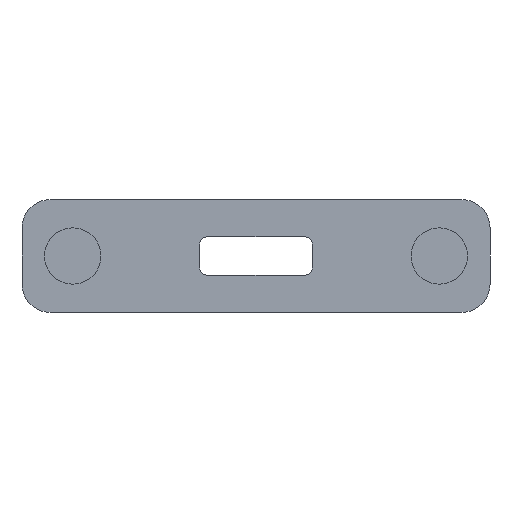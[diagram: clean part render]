
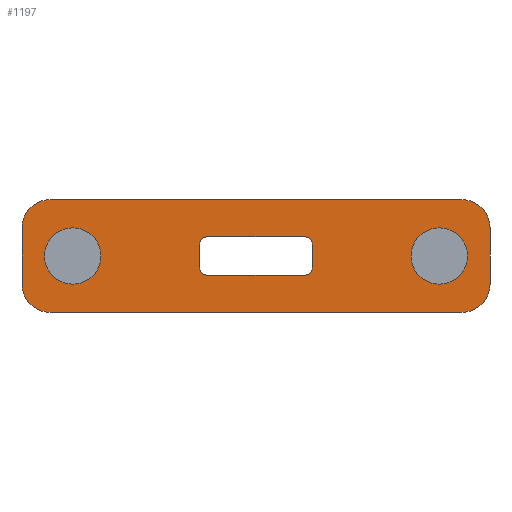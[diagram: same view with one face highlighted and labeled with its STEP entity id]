
A CAD part, front view. The second image highlights one B-rep face of the part: STEP entity #1197.
In plain terms, the highlighted planar face has unit normal (0, -1, 0).
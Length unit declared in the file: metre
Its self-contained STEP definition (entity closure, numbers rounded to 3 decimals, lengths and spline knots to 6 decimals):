
#37=CIRCLE('',#1277,0.002);
#38=CIRCLE('',#1279,0.002);
#39=CIRCLE('',#1282,0.002);
#41=CIRCLE('',#1286,0.002);
#42=CIRCLE('',#1289,0.002);
#43=CIRCLE('',#1290,0.002);
#44=CIRCLE('',#1291,0.0005);
#45=CIRCLE('',#1292,0.0005);
#46=CIRCLE('',#1293,0.0005);
#47=CIRCLE('',#1294,0.0005);
#143=ORIENTED_EDGE('',*,*,#475,.F.);
#144=ORIENTED_EDGE('',*,*,#476,.F.);
#145=ORIENTED_EDGE('',*,*,#477,.F.);
#146=ORIENTED_EDGE('',*,*,#478,.T.);
#147=ORIENTED_EDGE('',*,*,#479,.F.);
#148=ORIENTED_EDGE('',*,*,#480,.F.);
#149=ORIENTED_EDGE('',*,*,#481,.F.);
#150=ORIENTED_EDGE('',*,*,#482,.F.);
#151=ORIENTED_EDGE('',*,*,#483,.F.);
#152=ORIENTED_EDGE('',*,*,#484,.F.);
#153=ORIENTED_EDGE('',*,*,#457,.T.);
#154=ORIENTED_EDGE('',*,*,#430,.T.);
#155=ORIENTED_EDGE('',*,*,#459,.T.);
#156=ORIENTED_EDGE('',*,*,#461,.F.);
#157=ORIENTED_EDGE('',*,*,#463,.T.);
#158=ORIENTED_EDGE('',*,*,#468,.F.);
#159=ORIENTED_EDGE('',*,*,#472,.T.);
#160=ORIENTED_EDGE('',*,*,#474,.T.);
#430=EDGE_CURVE('',#605,#604,#720,.T.);
#457=EDGE_CURVE('',#625,#605,#37,.T.);
#459=EDGE_CURVE('',#604,#627,#38,.T.);
#461=EDGE_CURVE('',#628,#627,#744,.T.);
#463=EDGE_CURVE('',#628,#629,#39,.T.);
#468=EDGE_CURVE('',#634,#629,#750,.T.);
#472=EDGE_CURVE('',#634,#636,#41,.T.);
#474=EDGE_CURVE('',#636,#625,#754,.T.);
#475=EDGE_CURVE('',#637,#637,#42,.T.);
#476=EDGE_CURVE('',#638,#638,#43,.T.);
#477=EDGE_CURVE('',#639,#640,#44,.T.);
#478=EDGE_CURVE('',#639,#641,#755,.T.);
#479=EDGE_CURVE('',#642,#641,#45,.T.);
#480=EDGE_CURVE('',#643,#642,#756,.T.);
#481=EDGE_CURVE('',#644,#643,#46,.T.);
#482=EDGE_CURVE('',#645,#644,#757,.T.);
#483=EDGE_CURVE('',#646,#645,#47,.T.);
#484=EDGE_CURVE('',#640,#646,#758,.T.);
#604=VERTEX_POINT('',#1737);
#605=VERTEX_POINT('',#1739);
#625=VERTEX_POINT('',#1788);
#627=VERTEX_POINT('',#1794);
#628=VERTEX_POINT('',#1798);
#629=VERTEX_POINT('',#1802);
#634=VERTEX_POINT('',#1813);
#636=VERTEX_POINT('',#1820);
#637=VERTEX_POINT('',#1827);
#638=VERTEX_POINT('',#1829);
#639=VERTEX_POINT('',#1831);
#640=VERTEX_POINT('',#1832);
#641=VERTEX_POINT('',#1834);
#642=VERTEX_POINT('',#1836);
#643=VERTEX_POINT('',#1838);
#644=VERTEX_POINT('',#1840);
#645=VERTEX_POINT('',#1842);
#646=VERTEX_POINT('',#1844);
#720=LINE('',#1738,#866);
#744=LINE('',#1799,#890);
#750=LINE('',#1814,#896);
#754=LINE('',#1824,#900);
#755=LINE('',#1833,#901);
#756=LINE('',#1837,#902);
#757=LINE('',#1841,#903);
#758=LINE('',#1845,#904);
#866=VECTOR('',#1389,1.);
#890=VECTOR('',#1439,1.);
#896=VECTOR('',#1451,1.);
#900=VECTOR('',#1463,1.);
#901=VECTOR('',#1472,1.);
#902=VECTOR('',#1475,1.);
#903=VECTOR('',#1478,1.);
#904=VECTOR('',#1481,1.);
#1007=EDGE_LOOP('',(#143));
#1008=EDGE_LOOP('',(#144));
#1009=EDGE_LOOP('',(#145,#146,#147,#148,#149,#150,#151,#152));
#1010=EDGE_LOOP('',(#153,#154,#155,#156,#157,#158,#159,#160));
#1077=FACE_BOUND('',#1007,.T.);
#1078=FACE_BOUND('',#1008,.T.);
#1079=FACE_BOUND('',#1009,.T.);
#1080=FACE_BOUND('',#1010,.T.);
#1143=PLANE('',#1288);
#1197=ADVANCED_FACE('',(#1077,#1078,#1079,#1080),#1143,.T.);
#1277=AXIS2_PLACEMENT_3D('',#1791,#1429,#1430);
#1279=AXIS2_PLACEMENT_3D('',#1795,#1434,#1435);
#1282=AXIS2_PLACEMENT_3D('',#1803,#1443,#1444);
#1286=AXIS2_PLACEMENT_3D('',#1821,#1458,#1459);
#1288=AXIS2_PLACEMENT_3D('',#1825,#1464,#1465);
#1289=AXIS2_PLACEMENT_3D('',#1826,#1466,#1467);
#1290=AXIS2_PLACEMENT_3D('',#1828,#1468,#1469);
#1291=AXIS2_PLACEMENT_3D('',#1830,#1470,#1471);
#1292=AXIS2_PLACEMENT_3D('',#1835,#1473,#1474);
#1293=AXIS2_PLACEMENT_3D('',#1839,#1476,#1477);
#1294=AXIS2_PLACEMENT_3D('',#1843,#1479,#1480);
#1389=DIRECTION('',(1.,0.,0.));
#1429=DIRECTION('',(0.,-1.,0.));
#1430=DIRECTION('',(0.,0.,-1.));
#1434=DIRECTION('',(0.,-1.,0.));
#1435=DIRECTION('',(0.,0.,-1.));
#1439=DIRECTION('',(0.,0.,-1.));
#1443=DIRECTION('',(0.,-1.,0.));
#1444=DIRECTION('',(0.,0.,-1.));
#1451=DIRECTION('',(1.,0.,0.));
#1458=DIRECTION('',(0.,-1.,0.));
#1459=DIRECTION('',(0.,0.,-1.));
#1463=DIRECTION('',(0.,0.,-1.));
#1464=DIRECTION('',(0.,-1.,0.));
#1465=DIRECTION('',(1.,0.,0.));
#1466=DIRECTION('',(0.,-1.,0.));
#1467=DIRECTION('',(0.,0.,-1.));
#1468=DIRECTION('',(0.,-1.,0.));
#1469=DIRECTION('',(0.,0.,-1.));
#1470=DIRECTION('',(0.,-1.,0.));
#1471=DIRECTION('',(0.,0.,-1.));
#1472=DIRECTION('',(0.,0.,-1.));
#1473=DIRECTION('',(0.,-1.,0.));
#1474=DIRECTION('',(0.,0.,-1.));
#1475=DIRECTION('',(1.,0.,0.));
#1476=DIRECTION('',(0.,-1.,0.));
#1477=DIRECTION('',(0.,0.,-1.));
#1478=DIRECTION('',(0.,0.,-1.));
#1479=DIRECTION('',(0.,-1.,0.));
#1480=DIRECTION('',(0.,0.,-1.));
#1481=DIRECTION('',(-1.,0.,0.));
#1737=CARTESIAN_POINT('',(0.0146,-0.002,0.));
#1738=CARTESIAN_POINT('',(0.008775,-0.002,0.));
#1739=CARTESIAN_POINT('',(-0.0146,-0.002,0.));
#1788=CARTESIAN_POINT('',(-0.0166,-0.002,0.002));
#1791=CARTESIAN_POINT('',(-0.0146,-0.002,0.002));
#1794=CARTESIAN_POINT('',(0.0166,-0.002,0.002));
#1795=CARTESIAN_POINT('',(0.0146,-0.002,0.002));
#1798=CARTESIAN_POINT('',(0.0166,-0.002,0.006));
#1799=CARTESIAN_POINT('',(0.0166,-0.002,0.004));
#1802=CARTESIAN_POINT('',(0.0146,-0.002,0.008));
#1803=CARTESIAN_POINT('',(0.0146,-0.002,0.006));
#1813=CARTESIAN_POINT('',(-0.0146,-0.002,0.008));
#1814=CARTESIAN_POINT('',(-0.0118,-0.002,0.008));
#1820=CARTESIAN_POINT('',(-0.0166,-0.002,0.006));
#1821=CARTESIAN_POINT('',(-0.0146,-0.002,0.006));
#1824=CARTESIAN_POINT('',(-0.0166,-0.002,0.004));
#1825=CARTESIAN_POINT('',(0.,-0.002,0.004));
#1826=CARTESIAN_POINT('',(-0.013,-0.002,0.004));
#1827=CARTESIAN_POINT('',(-0.013,-0.002,0.002));
#1828=CARTESIAN_POINT('',(0.013,-0.002,0.004));
#1829=CARTESIAN_POINT('',(0.013,-0.002,0.002));
#1830=CARTESIAN_POINT('',(0.0035,-0.002,0.00485));
#1831=CARTESIAN_POINT('',(0.004,-0.002,0.00485));
#1832=CARTESIAN_POINT('',(0.0035,-0.002,0.00535));
#1833=CARTESIAN_POINT('',(0.004,-0.002,0.004));
#1834=CARTESIAN_POINT('',(0.004,-0.002,0.00315));
#1835=CARTESIAN_POINT('',(0.0035,-0.002,0.00315));
#1836=CARTESIAN_POINT('',(0.0035,-0.002,0.00265));
#1837=CARTESIAN_POINT('',(0.,-0.002,0.00265));
#1838=CARTESIAN_POINT('',(-0.0035,-0.002,0.00265));
#1839=CARTESIAN_POINT('',(-0.0035,-0.002,0.00315));
#1840=CARTESIAN_POINT('',(-0.004,-0.002,0.00315));
#1841=CARTESIAN_POINT('',(-0.004,-0.002,0.004));
#1842=CARTESIAN_POINT('',(-0.004,-0.002,0.00485));
#1843=CARTESIAN_POINT('',(-0.0035,-0.002,0.00485));
#1844=CARTESIAN_POINT('',(-0.0035,-0.002,0.00535));
#1845=CARTESIAN_POINT('',(0.,-0.002,0.00535));
